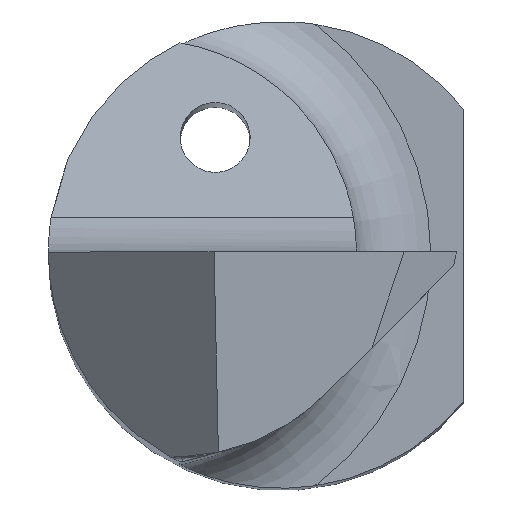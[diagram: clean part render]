
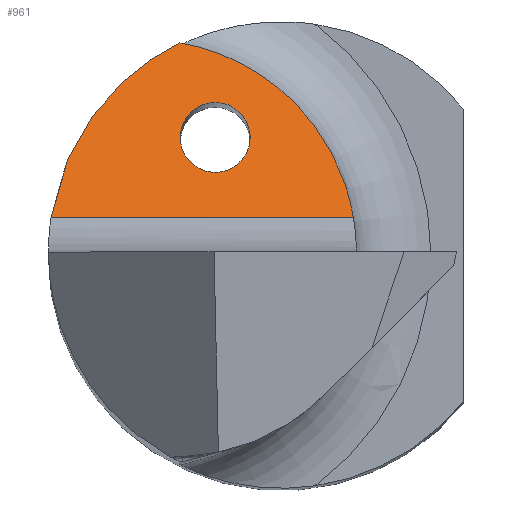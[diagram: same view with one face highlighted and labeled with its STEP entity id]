
A CAD part, top view. The second image highlights one B-rep face of the part: STEP entity #961.
In plain terms, the highlighted planar face has unit normal (0, 0.766, 0.643).
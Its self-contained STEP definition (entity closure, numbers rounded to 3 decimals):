
#7 = ORIENTED_EDGE ( 'NONE', *, *, #700, .F. ) ;
#17 = CARTESIAN_POINT ( 'NONE',  ( 0.769, 0.374, 31.235 ) ) ;
#23 = EDGE_CURVE ( 'NONE', #338, #614, #457, .T. ) ;
#28 = CARTESIAN_POINT ( 'NONE',  ( -1.847, 1.883, 29.437 ) ) ;
#33 = CARTESIAN_POINT ( 'NONE',  ( -0.338, 1.234, 30.211 ) ) ;
#74 =( BOUNDED_CURVE ( )  B_SPLINE_CURVE ( 3, ( #169, #940, #638, #244 ),
 .UNSPECIFIED., .F., .F. ) 
 B_SPLINE_CURVE_WITH_KNOTS ( ( 4, 4 ),
 ( 4.712, 7.854 ),
 .UNSPECIFIED. ) 
 CURVE ( )  GEOMETRIC_REPRESENTATION_ITEM ( )  RATIONAL_B_SPLINE_CURVE ( ( 1., 0.333, 0.333, 1. ) ) 
 REPRESENTATION_ITEM ( '' )  );
#120 = CARTESIAN_POINT ( 'NONE',  ( -2.472, 0.374, 31.235 ) ) ;
#122 = EDGE_CURVE ( 'NONE', #849, #921, #522, .T. ) ;
#155 = CARTESIAN_POINT ( 'NONE',  ( -0.102, 2.077, 29.207 ) ) ;
#163 = AXIS2_PLACEMENT_3D ( 'NONE', #295, #987, #687 ) ;
#169 = CARTESIAN_POINT ( 'NONE',  ( -1.088, 1.234, 30.211 ) ) ;
#176 = DIRECTION ( 'NONE',  ( 1., 0., 0. ) ) ;
#220 = ORIENTED_EDGE ( 'NONE', *, *, #379, .T. ) ;
#225 = PLANE ( 'NONE',  #163 ) ;
#244 = CARTESIAN_POINT ( 'NONE',  ( -0.338, 1.234, 30.211 ) ) ;
#248 = CARTESIAN_POINT ( 'NONE',  ( -2.5, 0.374, 31.235 ) ) ;
#281 = FACE_BOUND ( 'NONE', #471, .T. ) ;
#286 = EDGE_CURVE ( 'NONE', #454, #614, #395, .T. ) ;
#293 = EDGE_LOOP ( 'NONE', ( #378, #762, #7 ) ) ;
#295 = CARTESIAN_POINT ( 'NONE',  ( -2.5, 2.25, 29. ) ) ;
#322 = CARTESIAN_POINT ( 'NONE',  ( -2.472, 0.374, 31.235 ) ) ;
#332 = CARTESIAN_POINT ( 'NONE',  ( -0.338, 0.484, 31.105 ) ) ;
#338 = VERTEX_POINT ( 'NONE', #713 ) ;
#378 = ORIENTED_EDGE ( 'NONE', *, *, #286, .T. ) ;
#379 = EDGE_CURVE ( 'NONE', #921, #849, #74, .T. ) ;
#395 = LINE ( 'NONE', #248, #760 ) ;
#401 = CARTESIAN_POINT ( 'NONE',  ( -2.346, 1.206, 30.244 ) ) ;
#436 = ORIENTED_EDGE ( 'NONE', *, *, #122, .T. ) ;
#454 = VERTEX_POINT ( 'NONE', #120 ) ;
#457 =( BOUNDED_CURVE ( )  B_SPLINE_CURVE ( 3, ( #843, #155, #622, #925 ),
 .UNSPECIFIED., .F., .F. ) 
 B_SPLINE_CURVE_WITH_KNOTS ( ( 4, 4 ),
 ( 0.174, 1.406 ),
 .UNSPECIFIED. ) 
 CURVE ( )  GEOMETRIC_REPRESENTATION_ITEM ( )  RATIONAL_B_SPLINE_CURVE ( ( 1., 0.877, 0.877, 1. ) ) 
 REPRESENTATION_ITEM ( '' )  );
#471 = EDGE_LOOP ( 'NONE', ( #220, #436 ) ) ;
#522 =( BOUNDED_CURVE ( )  B_SPLINE_CURVE ( 3, ( #33, #332, #644, #571 ),
 .UNSPECIFIED., .F., .F. ) 
 B_SPLINE_CURVE_WITH_KNOTS ( ( 4, 4 ),
 ( 1.571, 4.712 ),
 .UNSPECIFIED. ) 
 CURVE ( )  GEOMETRIC_REPRESENTATION_ITEM ( )  RATIONAL_B_SPLINE_CURVE ( ( 1., 0.333, 0.333, 1. ) ) 
 REPRESENTATION_ITEM ( '' )  );
#555 =( BOUNDED_CURVE ( )  B_SPLINE_CURVE ( 3, ( #322, #401, #28, #869 ),
 .UNSPECIFIED., .F., .F. ) 
 B_SPLINE_CURVE_WITH_KNOTS ( ( 4, 4 ),
 ( 4.863, 5.832 ),
 .UNSPECIFIED. ) 
 CURVE ( )  GEOMETRIC_REPRESENTATION_ITEM ( )  RATIONAL_B_SPLINE_CURVE ( ( 1., 0.923, 0.923, 1. ) ) 
 REPRESENTATION_ITEM ( '' )  );
#571 = CARTESIAN_POINT ( 'NONE',  ( -1.088, 1.234, 30.211 ) ) ;
#614 = VERTEX_POINT ( 'NONE', #17 ) ;
#622 = CARTESIAN_POINT ( 'NONE',  ( 0.605, 1.364, 30.056 ) ) ;
#638 = CARTESIAN_POINT ( 'NONE',  ( -0.338, 1.984, 29.317 ) ) ;
#644 = CARTESIAN_POINT ( 'NONE',  ( -1.088, 0.484, 31.105 ) ) ;
#687 = DIRECTION ( 'NONE',  ( 0., 0.643, -0.766 ) ) ;
#700 = EDGE_CURVE ( 'NONE', #454, #338, #555, .T. ) ;
#713 = CARTESIAN_POINT ( 'NONE',  ( -1.09, 2.25, 29. ) ) ;
#748 = CARTESIAN_POINT ( 'NONE',  ( -1.088, 1.234, 30.211 ) ) ;
#760 = VECTOR ( 'NONE', #176, 1000. ) ;
#762 = ORIENTED_EDGE ( 'NONE', *, *, #23, .F. ) ;
#843 = CARTESIAN_POINT ( 'NONE',  ( -1.09, 2.25, 29. ) ) ;
#849 = VERTEX_POINT ( 'NONE', #962 ) ;
#869 = CARTESIAN_POINT ( 'NONE',  ( -1.09, 2.25, 29. ) ) ;
#918 = FACE_OUTER_BOUND ( 'NONE', #293, .T. ) ;
#921 = VERTEX_POINT ( 'NONE', #748 ) ;
#925 = CARTESIAN_POINT ( 'NONE',  ( 0.769, 0.374, 31.235 ) ) ;
#940 = CARTESIAN_POINT ( 'NONE',  ( -1.088, 1.984, 29.317 ) ) ;
#961 = ADVANCED_FACE ( 'NONE', ( #281, #918 ), #225, .F. ) ;
#962 = CARTESIAN_POINT ( 'NONE',  ( -0.338, 1.234, 30.211 ) ) ;
#987 = DIRECTION ( 'NONE',  ( 0., -0.766, -0.643 ) ) ;
